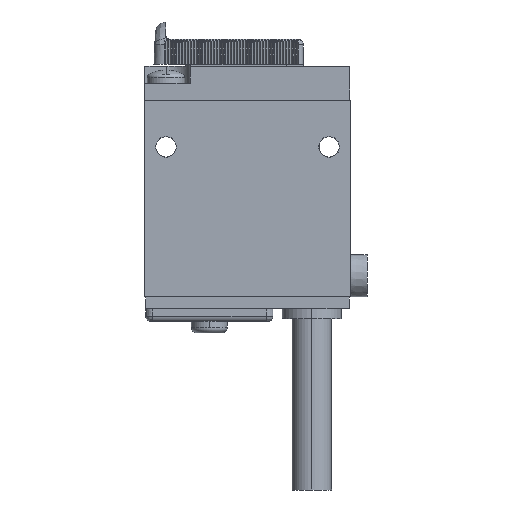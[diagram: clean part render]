
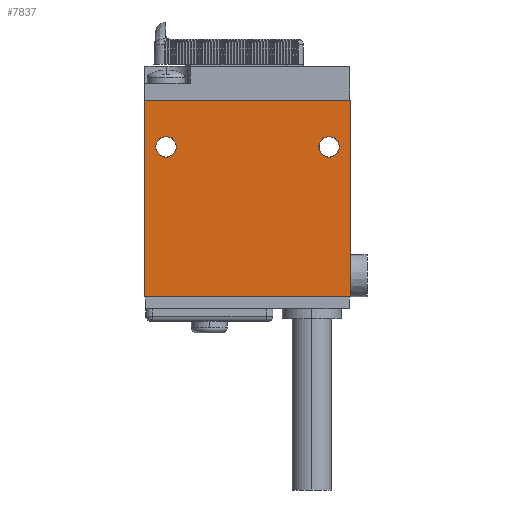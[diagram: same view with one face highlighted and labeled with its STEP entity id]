
A CAD part, left-side view. The second image highlights one B-rep face of the part: STEP entity #7837.
In plain terms, the highlighted planar face has unit normal (-1, 0, 0).
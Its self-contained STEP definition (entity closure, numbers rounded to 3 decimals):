
#1=DIRECTION('',(0.,0.,-1.));
#2=VECTOR('',#1,29.464);
#3=CARTESIAN_POINT('',(-6.02,0.,0.));
#4=LINE('',#3,#2);
#5=DIRECTION('',(0.,1.,0.));
#6=VECTOR('',#5,30.785);
#7=CARTESIAN_POINT('',(-6.02,0.,-29.464));
#8=LINE('',#7,#6);
#9=DIRECTION('',(0.,0.,1.));
#10=VECTOR('',#9,29.464);
#11=CARTESIAN_POINT('',(-6.02,30.785,-29.464));
#12=LINE('',#11,#10);
#13=DIRECTION('',(0.,-1.,0.));
#14=VECTOR('',#13,30.785);
#15=CARTESIAN_POINT('',(-6.02,30.785,0.));
#16=LINE('',#15,#14);
#17=CARTESIAN_POINT('',(-6.02,27.61,-6.985));
#18=DIRECTION('',(1.,0.,0.));
#19=DIRECTION('',(0.,0.,-1.));
#20=AXIS2_PLACEMENT_3D('',#17,#18,#19);
#22=CARTESIAN_POINT('',(-6.02,27.61,-6.985));
#23=DIRECTION('',(1.,0.,0.));
#24=DIRECTION('',(0.,0.,1.));
#25=AXIS2_PLACEMENT_3D('',#22,#23,#24);
#27=CARTESIAN_POINT('',(-6.02,3.175,-6.985));
#28=DIRECTION('',(1.,0.,0.));
#29=DIRECTION('',(0.,0.,-1.));
#30=AXIS2_PLACEMENT_3D('',#27,#28,#29);
#32=CARTESIAN_POINT('',(-6.02,3.175,-6.985));
#33=DIRECTION('',(1.,0.,0.));
#34=DIRECTION('',(0.,0.,1.));
#35=AXIS2_PLACEMENT_3D('',#32,#33,#34);
#6184=CARTESIAN_POINT('',(-6.02,0.,0.));
#6185=CARTESIAN_POINT('',(-6.02,0.,-29.464));
#6186=VERTEX_POINT('',#6184);
#6187=VERTEX_POINT('',#6185);
#6188=CARTESIAN_POINT('',(-6.02,30.785,-29.464));
#6189=VERTEX_POINT('',#6188);
#6190=CARTESIAN_POINT('',(-6.02,30.785,0.));
#6191=VERTEX_POINT('',#6190);
#6200=CARTESIAN_POINT('',(-6.02,27.61,-8.535));
#6201=CARTESIAN_POINT('',(-6.02,27.61,-5.435));
#6202=VERTEX_POINT('',#6200);
#6203=VERTEX_POINT('',#6201);
#6204=CARTESIAN_POINT('',(-6.02,3.175,-8.535));
#6205=CARTESIAN_POINT('',(-6.02,3.175,-5.435));
#6206=VERTEX_POINT('',#6204);
#6207=VERTEX_POINT('',#6205);
#7810=CARTESIAN_POINT('',(-6.02,0.,0.));
#7811=DIRECTION('',(1.,0.,0.));
#7812=DIRECTION('',(0.,0.,-1.));
#7813=AXIS2_PLACEMENT_3D('',#7810,#7811,#7812);
#7814=PLANE('',#7813);
#7816=ORIENTED_EDGE('',*,*,#7815,.T.);
#7818=ORIENTED_EDGE('',*,*,#7817,.T.);
#7820=ORIENTED_EDGE('',*,*,#7819,.T.);
#7822=ORIENTED_EDGE('',*,*,#7821,.T.);
#7823=EDGE_LOOP('',(#7816,#7818,#7820,#7822));
#7824=FACE_OUTER_BOUND('',#7823,.F.);
#7826=ORIENTED_EDGE('',*,*,#7825,.F.);
#7828=ORIENTED_EDGE('',*,*,#7827,.F.);
#7829=EDGE_LOOP('',(#7826,#7828));
#7830=FACE_BOUND('',#7829,.F.);
#7832=ORIENTED_EDGE('',*,*,#7831,.F.);
#7834=ORIENTED_EDGE('',*,*,#7833,.F.);
#7835=EDGE_LOOP('',(#7832,#7834));
#7836=FACE_BOUND('',#7835,.F.);
#7837=ADVANCED_FACE('',(#7824,#7830,#7836),#7814,.F.);
#21=CIRCLE('',#20,1.55);
#26=CIRCLE('',#25,1.55);
#31=CIRCLE('',#30,1.55);
#36=CIRCLE('',#35,1.55);
#7815=EDGE_CURVE('',#6186,#6187,#4,.T.);
#7817=EDGE_CURVE('',#6187,#6189,#8,.T.);
#7819=EDGE_CURVE('',#6189,#6191,#12,.T.);
#7821=EDGE_CURVE('',#6191,#6186,#16,.T.);
#7825=EDGE_CURVE('',#6202,#6203,#21,.T.);
#7827=EDGE_CURVE('',#6203,#6202,#26,.T.);
#7831=EDGE_CURVE('',#6206,#6207,#31,.T.);
#7833=EDGE_CURVE('',#6207,#6206,#36,.T.);
